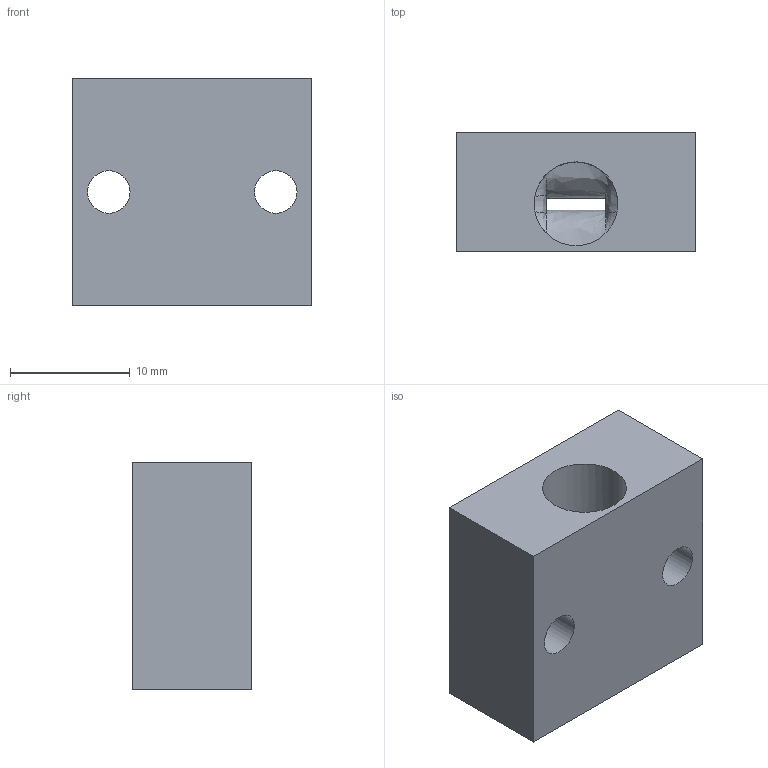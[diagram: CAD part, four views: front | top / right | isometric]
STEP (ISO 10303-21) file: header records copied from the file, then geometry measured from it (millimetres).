
FILE_DESCRIPTION(/* description */ ('','CAx-IF Rec.Pracs.---Representation and Presentation of Product Manufacturing Information (PMI)---4.0---2014-10-13'),/* implementation_level */ '2;1');
FILE_NAME(/* name */ 'new ptfe holder v1 v3.step',/* time_stamp */ '2025-03-24T23:08:48+01:00',/* author */ (''),/* organization */ (''),/* preprocessor_version */ 'ST-DEVELOPER v20',/* originating_system */ 'Autodesk Translation Framework v13.20.0.188',/* authorisation */ '');
FILE_SCHEMA (('AP242_MANAGED_MODEL_BASED_3D_ENGINEERING_MIM_LF { 1 0 10303 442 1 1 4 }'));
Length unit declared in the file: millimetre
Products named in the file (1): new ptfe holder v1
Bounding box: 20 x 10 x 19 mm (x, y, z)
Volume: 3017.2 mm3; surface area: 2071.5 mm2
Topology: 1 solids, 1 shells, 20 faces, 54 edges, 33 vertices
Faces by surface type: plane 10, bspline 7, cylinder 3
Full cylindrical faces by diameter (mm): 3.55 x2, 7 x1
Entity records: 1003 total; most frequent: CARTESIAN_POINT 501, ORIENTED_EDGE 102, DIRECTION 83, EDGE_CURVE 51, VERTEX_POINT 33, AXIS2_PLACEMENT_3D 30, EDGE_LOOP 26, LINE 23
